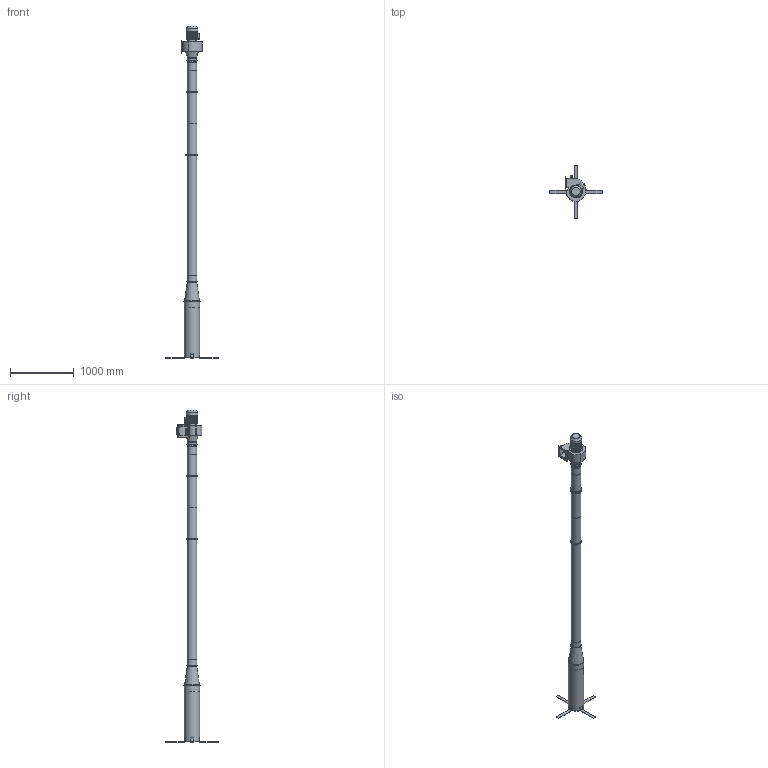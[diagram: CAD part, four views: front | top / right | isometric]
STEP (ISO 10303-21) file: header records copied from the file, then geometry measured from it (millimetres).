
FILE_DESCRIPTION((''),'2;1');
FILE_NAME('4009003015672-Airpillar d150 + Ventilator.stp','2014-02-12T16:03:23',('praktikant'),(''),'Autodesk Inventor 2013','Autodesk Inventor 2013','');
FILE_SCHEMA(('AUTOMOTIVE_DESIGN { 1 0 10303 214 1 1 1 1 }'));
Length unit declared in the file: millimetre
Products named in the file (44): 4009003015672-Airpillar d150 + Ventilator; 4009003015672-Airpillar d150; 4009003016200-Air-Pillar d150-Fuß; 4009003016200-Air-Pillar-Fuß-1; 4009003016200-Air-Pillar-Fuß-2; DIN 933 - ersetzt durch DIN EN 24017 M10  x 20; DIN 934 - ersetzt durch DIN EN 24032/28673/28674 M10; 4009003016202-Pos 2-Lochblech; 4009003016201-Air-Pillar d150-Pos3-Konus; 4009003016201-Ring d235; 4009003016201-Ring d150; 4009003016201-Konus; 4010014015666-Rohr d153x1-Pos 4; 4010014015676 Schieberohr d150; 4010014015676-Rohr d153x1-Schiebe aussen; 4010014015676-Rohr d153x1-Schiebe innen; 1063084000001 Gummimanschette d150; 4010024015673 Spannring komplett; Spannringhälfte; Spannringreif; Böckchen mit Drehteil; Böckchen; Drehteil; Böckchen mit Drehteil 2; KK 340912660 Zylinderschraube DIN 912 M6x60 Stahl 8.8 verzinkt gelb; 4009029015681+4009003016203-Ventilator Airpillar d150; 4009029015681-Ventilator Airpillar; Gehäuseblech Motorseite; Gehäuseblech Saugseite; Gehäuseblech; 43002900; ganter_gn_528-pa-117-sw; Lüfterrad SL-E 200x102 R52; Ansaugdüse ES200; Ausblasflansch; DIN 125-1 A A 8,4; DIN 934 - ersetzt durch DIN EN 24032_28673_28674 M8; Blindnietmutter M5x13,5; Gegenflansch; Schutzgitter ...
Assembly tree (65 placements, depth 6):
  4009003015672-Airpillar d150 + Ventilator
    4009003015672-Airpillar d150
      4009003016200-Air-Pillar d150-Fuß
        4009003016200-Air-Pillar-Fuß-1
        4009003016200-Air-Pillar-Fuß-2
        DIN 933 - ersetzt durch DIN EN 24017 M10  x 20
        DIN 934 - ersetzt durch DIN EN 24032/28673/28674 M10
      4009003016202-Pos 2-Lochblech
      4009003016201-Air-Pillar d150-Pos3-Konus
        4009003016201-Ring d235
        4009003016201-Ring d150
        4009003016201-Konus
      4010014015666-Rohr d153x1-Pos 4
      4010014015676 Schieberohr d150
        4010014015676-Rohr d153x1-Schiebe aussen
        4010014015676-Rohr d153x1-Schiebe innen
        1063084000001 Gummimanschette d150
      4010024015673 Spannring komplett
        Spannringhälfte  x2
          Spannringreif
          Böckchen mit Drehteil
            Böckchen
        Drehteil  x4
        Böckchen mit Drehteil 2  x2
          Böckchen
        KK 340912660 Zylinderschraube DIN 912 M6x60 Stahl 8.8 verzinkt gelb  x2
    4009029015681+4009003016203-Ventilator Airpillar d150
      4009029015681-Ventilator Airpillar
        Gehäuseblech Motorseite
        Gehäuseblech Saugseite
        Gehäuseblech
        43002900
        ganter_gn_528-pa-117-sw
        Lüfterrad SL-E 200x102 R52
        Ansaugdüse ES200
        Ausblasflansch
        DIN 125-1 A A 8,4  x6
        DIN 934 - ersetzt durch DIN EN 24032_28673_28674 M8  x6
        Blindnietmutter M5x13,5  x6
        Gegenflansch
        Schutzgitter
      4009003016203-Air-Pillar d150-PosX1-Ventilatorübergang saugseitig
        4009003016203-Ventilatorflansch
        4009003016203-Konus
        4009003016203-Ring d145
Bounding box: 817 x 829 x 5197.41 mm (x, y, z)
Volume: 9684574.9 mm3; surface area: 7980724 mm2
Topology: 55 solids, 55 shells, 1762 faces, 4175 edges, 2553 vertices
Faces by surface type: plane 672, cylinder 619, torus 240, cone 183, bspline 40, sphere 8
Full cylindrical faces by diameter (mm): 3.5 x8, 4.134 x6, 4.917 x4, 5 x12, 6 x2, 6.647 x6, 7 x38, 8 x4, 8.376 x1, 8.4 x6, 8.5 x4, 9.188 x1, 10 x3, 11 x4, 12 x4, 13.5 x2, 15.4 x1, 16 x6, 24 x2, 24.45 x1, 40 x1, 130 x2, 131 x1, 136.74 x1, 138.5 x1, 138.74 x2, 140.5 x2, 144.6 x1, 146.6 x2, 148.24 x1
Entity records: 35148 total; most frequent: DIRECTION 6275, CARTESIAN_POINT 6139, ORIENTED_EDGE 5112, EDGE_CURVE 2556, AXIS2_PLACEMENT_3D 2550, VERTEX_POINT 1719, EDGE_LOOP 1571, CIRCLE 1283
